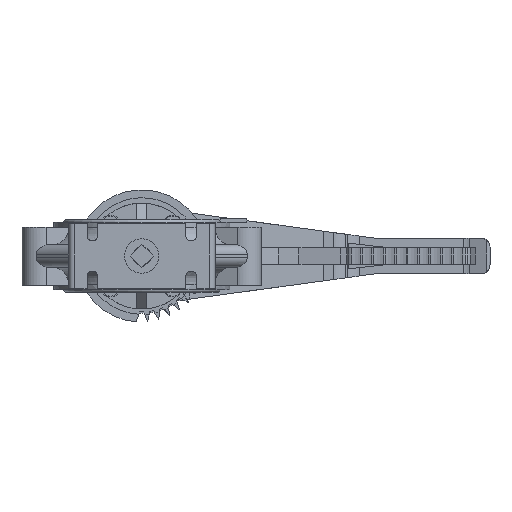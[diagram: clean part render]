
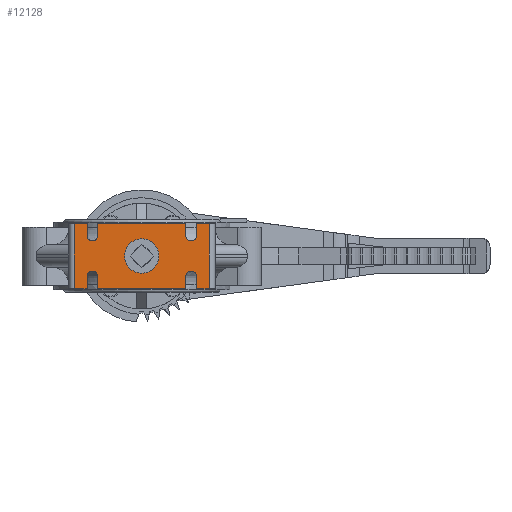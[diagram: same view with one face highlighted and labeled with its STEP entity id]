
A CAD part, front view. The second image highlights one B-rep face of the part: STEP entity #12128.
In plain terms, the highlighted planar face has unit normal (0, -1, 0).
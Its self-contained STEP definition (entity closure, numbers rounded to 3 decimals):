
#54=FACE_BOUND('',#1532,.T.);
#887=FACE_OUTER_BOUND('',#1531,.T.);
#1531=EDGE_LOOP('',(#10013,#10014,#10015,#10016,#10017,#10018,#10019,#10020,
#10021,#10022,#10023,#10024,#10025,#10026,#10027,#10028,#10029,#10030,#10031,
#10032));
#1532=EDGE_LOOP('',(#10033));
#1778=CIRCLE('',#12426,14.815);
#2113=CIRCLE('',#13198,4.5);
#2116=CIRCLE('',#13204,4.5);
#2117=CIRCLE('',#13205,4.5);
#2118=CIRCLE('',#13206,4.5);
#3058=LINE('',#20284,#4211);
#3067=LINE('',#20378,#4220);
#3073=LINE('',#20392,#4226);
#3075=LINE('',#20398,#4228);
#3078=LINE('',#20408,#4231);
#3081=LINE('',#20416,#4234);
#3084=LINE('',#20421,#4237);
#3085=LINE('',#20423,#4238);
#3086=LINE('',#20427,#4239);
#3087=LINE('',#20429,#4240);
#3088=LINE('',#20431,#4241);
#3089=LINE('',#20434,#4242);
#3090=LINE('',#20436,#4243);
#3091=LINE('',#20438,#4244);
#3092=LINE('',#20440,#4245);
#3093=LINE('',#20443,#4246);
#4211=VECTOR('',#16064,1.);
#4220=VECTOR('',#16087,1.);
#4226=VECTOR('',#16097,1.);
#4228=VECTOR('',#16101,1.);
#4231=VECTOR('',#16114,1.);
#4234=VECTOR('',#16121,1.);
#4237=VECTOR('',#16126,1.);
#4238=VECTOR('',#16127,1.);
#4239=VECTOR('',#16130,1.);
#4240=VECTOR('',#16131,1.);
#4241=VECTOR('',#16132,1.);
#4242=VECTOR('',#16135,1.);
#4243=VECTOR('',#16136,1.);
#4244=VECTOR('',#16137,1.);
#4245=VECTOR('',#16138,1.);
#4246=VECTOR('',#16141,1.);
#4616=VERTEX_POINT('',#17386);
#5414=VERTEX_POINT('',#20281);
#5415=VERTEX_POINT('',#20283);
#5426=VERTEX_POINT('',#20375);
#5427=VERTEX_POINT('',#20377);
#5431=VERTEX_POINT('',#20386);
#5433=VERTEX_POINT('',#20390);
#5434=VERTEX_POINT('',#20394);
#5436=VERTEX_POINT('',#20397);
#5438=VERTEX_POINT('',#20406);
#5441=VERTEX_POINT('',#20415);
#5443=VERTEX_POINT('',#20422);
#5444=VERTEX_POINT('',#20424);
#5445=VERTEX_POINT('',#20426);
#5446=VERTEX_POINT('',#20428);
#5447=VERTEX_POINT('',#20430);
#5448=VERTEX_POINT('',#20432);
#5449=VERTEX_POINT('',#20435);
#5450=VERTEX_POINT('',#20437);
#5451=VERTEX_POINT('',#20439);
#5452=VERTEX_POINT('',#20441);
#5833=EDGE_CURVE('',#4616,#4616,#1778,.T.);
#7023=EDGE_CURVE('',#5415,#5414,#3058,.T.);
#7038=EDGE_CURVE('',#5427,#5426,#3067,.T.);
#7045=EDGE_CURVE('',#5431,#5433,#3073,.T.);
#7047=EDGE_CURVE('',#5436,#5434,#3075,.T.);
#7051=EDGE_CURVE('',#5433,#5436,#2113,.T.);
#7053=EDGE_CURVE('',#5434,#5438,#3078,.T.);
#7057=EDGE_CURVE('',#5441,#5431,#3081,.T.);
#7060=EDGE_CURVE('',#5415,#5438,#3084,.T.);
#7061=EDGE_CURVE('',#5414,#5443,#3085,.T.);
#7062=EDGE_CURVE('',#5443,#5444,#2116,.T.);
#7063=EDGE_CURVE('',#5444,#5445,#3086,.T.);
#7064=EDGE_CURVE('',#5445,#5446,#3087,.T.);
#7065=EDGE_CURVE('',#5446,#5447,#3088,.T.);
#7066=EDGE_CURVE('',#5447,#5448,#2117,.T.);
#7067=EDGE_CURVE('',#5448,#5427,#3089,.T.);
#7068=EDGE_CURVE('',#5426,#5449,#3090,.T.);
#7069=EDGE_CURVE('',#5449,#5450,#3091,.T.);
#7070=EDGE_CURVE('',#5450,#5451,#3092,.T.);
#7071=EDGE_CURVE('',#5451,#5452,#2118,.T.);
#7072=EDGE_CURVE('',#5452,#5441,#3093,.T.);
#10013=ORIENTED_EDGE('',*,*,#7045,.T.);
#10014=ORIENTED_EDGE('',*,*,#7051,.T.);
#10015=ORIENTED_EDGE('',*,*,#7047,.T.);
#10016=ORIENTED_EDGE('',*,*,#7053,.T.);
#10017=ORIENTED_EDGE('',*,*,#7060,.F.);
#10018=ORIENTED_EDGE('',*,*,#7023,.T.);
#10019=ORIENTED_EDGE('',*,*,#7061,.T.);
#10020=ORIENTED_EDGE('',*,*,#7062,.T.);
#10021=ORIENTED_EDGE('',*,*,#7063,.T.);
#10022=ORIENTED_EDGE('',*,*,#7064,.T.);
#10023=ORIENTED_EDGE('',*,*,#7065,.T.);
#10024=ORIENTED_EDGE('',*,*,#7066,.T.);
#10025=ORIENTED_EDGE('',*,*,#7067,.T.);
#10026=ORIENTED_EDGE('',*,*,#7038,.T.);
#10027=ORIENTED_EDGE('',*,*,#7068,.T.);
#10028=ORIENTED_EDGE('',*,*,#7069,.T.);
#10029=ORIENTED_EDGE('',*,*,#7070,.T.);
#10030=ORIENTED_EDGE('',*,*,#7071,.T.);
#10031=ORIENTED_EDGE('',*,*,#7072,.T.);
#10032=ORIENTED_EDGE('',*,*,#7057,.T.);
#10033=ORIENTED_EDGE('',*,*,#5833,.T.);
#11322=PLANE('',#13203);
#12128=ADVANCED_FACE('',(#887,#54),#11322,.T.);
#12426=AXIS2_PLACEMENT_3D('',#17388,#13767,#13768);
#13198=AXIS2_PLACEMENT_3D('',#20404,#16108,#16109);
#13203=AXIS2_PLACEMENT_3D('',#20420,#16124,#16125);
#13204=AXIS2_PLACEMENT_3D('',#20425,#16128,#16129);
#13205=AXIS2_PLACEMENT_3D('',#20433,#16133,#16134);
#13206=AXIS2_PLACEMENT_3D('',#20442,#16139,#16140);
#13767=DIRECTION('center_axis',(0.,1.,0.));
#13768=DIRECTION('ref_axis',(1.,0.,0.));
#16064=DIRECTION('',(1.,0.,0.));
#16087=DIRECTION('',(1.,0.,0.));
#16097=DIRECTION('',(0.,0.,-1.));
#16101=DIRECTION('',(0.,0.,1.));
#16108=DIRECTION('center_axis',(0.,1.,0.));
#16109=DIRECTION('ref_axis',(1.,0.,0.));
#16114=DIRECTION('',(-1.,0.,0.));
#16121=DIRECTION('',(-1.,0.,0.));
#16124=DIRECTION('center_axis',(0.,-1.,0.));
#16125=DIRECTION('ref_axis',(1.,0.,0.));
#16126=DIRECTION('',(0.,0.,1.));
#16127=DIRECTION('',(0.,0.,1.));
#16128=DIRECTION('center_axis',(0.,1.,0.));
#16129=DIRECTION('ref_axis',(-1.,0.,0.));
#16130=DIRECTION('',(0.,0.,-1.));
#16131=DIRECTION('',(1.,0.,0.));
#16132=DIRECTION('',(0.,0.,1.));
#16133=DIRECTION('center_axis',(0.,1.,0.));
#16134=DIRECTION('ref_axis',(-1.,0.,0.));
#16135=DIRECTION('',(0.,0.,-1.));
#16136=DIRECTION('',(0.,0.,1.));
#16137=DIRECTION('',(-1.,0.,0.));
#16138=DIRECTION('',(0.,0.,-1.));
#16139=DIRECTION('center_axis',(0.,1.,0.));
#16140=DIRECTION('ref_axis',(1.,0.,0.));
#16141=DIRECTION('',(0.,0.,1.));
#17386=CARTESIAN_POINT('',(-14.815,-115.,0.));
#17388=CARTESIAN_POINT('Origin',(0.,-115.,0.));
#20281=CARTESIAN_POINT('',(-47.,-115.,-28.));
#20283=CARTESIAN_POINT('',(-58.19,-115.,-28.));
#20284=CARTESIAN_POINT('',(-58.19,-115.,-28.));
#20375=CARTESIAN_POINT('',(58.19,-115.,-28.));
#20377=CARTESIAN_POINT('',(47.,-115.,-28.));
#20378=CARTESIAN_POINT('',(-58.19,-115.,-28.));
#20386=CARTESIAN_POINT('',(-38.,-115.,28.));
#20390=CARTESIAN_POINT('',(-38.,-115.,17.5));
#20392=CARTESIAN_POINT('',(-38.,-115.,1.313));
#20394=CARTESIAN_POINT('',(-47.,-115.,28.));
#20397=CARTESIAN_POINT('',(-47.,-115.,17.5));
#20398=CARTESIAN_POINT('',(-47.,-115.,-0.875));
#20404=CARTESIAN_POINT('Origin',(-42.5,-115.,17.5));
#20406=CARTESIAN_POINT('',(-58.19,-115.,28.));
#20408=CARTESIAN_POINT('',(-58.19,-115.,28.));
#20415=CARTESIAN_POINT('',(38.,-115.,28.));
#20416=CARTESIAN_POINT('',(-58.19,-115.,28.));
#20420=CARTESIAN_POINT('Origin',(0.,-115.,-28.));
#20421=CARTESIAN_POINT('',(-58.19,-115.,-28.));
#20422=CARTESIAN_POINT('',(-47.,-115.,-17.5));
#20423=CARTESIAN_POINT('',(-47.,-115.,-27.125));
#20424=CARTESIAN_POINT('',(-38.,-115.,-17.5));
#20425=CARTESIAN_POINT('Origin',(-42.5,-115.,-17.5));
#20426=CARTESIAN_POINT('',(-38.,-115.,-28.));
#20427=CARTESIAN_POINT('',(-38.,-115.,-24.938));
#20428=CARTESIAN_POINT('',(38.,-115.,-28.));
#20429=CARTESIAN_POINT('',(-58.19,-115.,-28.));
#20430=CARTESIAN_POINT('',(38.,-115.,-17.5));
#20431=CARTESIAN_POINT('',(38.,-115.,-27.125));
#20432=CARTESIAN_POINT('',(47.,-115.,-17.5));
#20433=CARTESIAN_POINT('Origin',(42.5,-115.,-17.5));
#20434=CARTESIAN_POINT('',(47.,-115.,-24.938));
#20435=CARTESIAN_POINT('',(58.19,-115.,28.));
#20436=CARTESIAN_POINT('',(58.19,-115.,-28.));
#20437=CARTESIAN_POINT('',(47.,-115.,28.));
#20438=CARTESIAN_POINT('',(-58.19,-115.,28.));
#20439=CARTESIAN_POINT('',(47.,-115.,17.5));
#20440=CARTESIAN_POINT('',(47.,-115.,1.313));
#20441=CARTESIAN_POINT('',(38.,-115.,17.5));
#20442=CARTESIAN_POINT('Origin',(42.5,-115.,17.5));
#20443=CARTESIAN_POINT('',(38.,-115.,-0.875));
